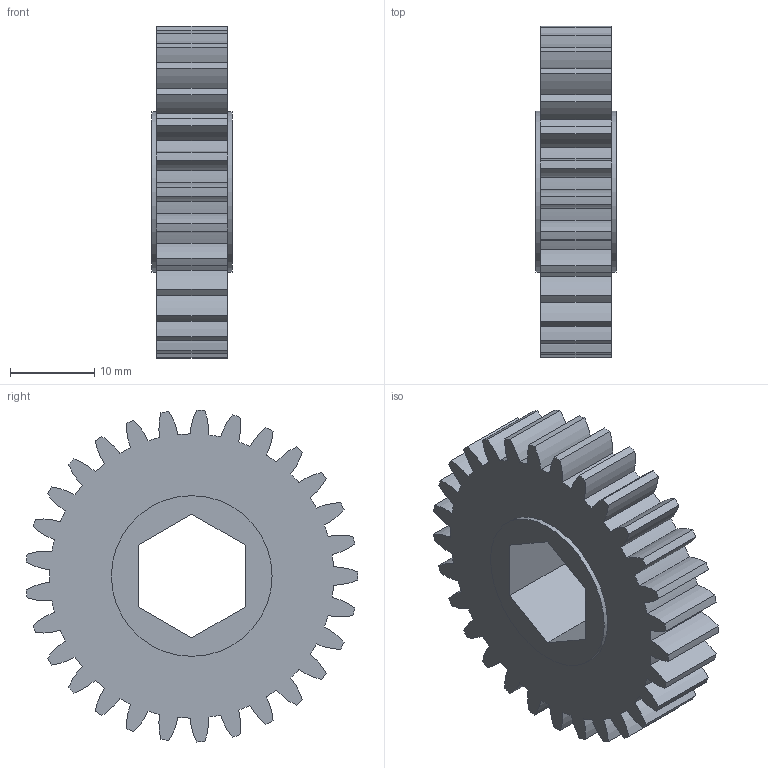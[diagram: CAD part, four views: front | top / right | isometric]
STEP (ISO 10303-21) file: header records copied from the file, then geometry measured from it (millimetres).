
FILE_DESCRIPTION (( 'STEP AP214' ), '1' );
FILE_NAME ('am-2461 29T 20dp 500h REV2.STEP', '2018-02-12T15:34:20', ( '' ), ( '' ), 'SwSTEP 2.0', 'SolidWorks 2017', '' );
FILE_SCHEMA (( 'AUTOMOTIVE_DESIGN' ));
Length unit declared in the file: inch
Products named in the file (1): am-2461 29T 20dp 500h REV2
Bounding box: 9.53 x 39.3 x 39.35 mm (x, y, z)
Volume: 7697.6 mm3; surface area: 4305 mm2
Topology: 1 solids, 1 shells, 128 faces, 374 edges, 250 vertices
Faces by surface type: cylinder 118, plane 10
Full cylindrical faces by diameter (mm): 19.05 x2
Entity records: 4406 total; most frequent: DIRECTION 864, CARTESIAN_POINT 747, ORIENTED_EDGE 740, EDGE_CURVE 370, AXIS2_PLACEMENT_3D 365, VERTEX_POINT 248, CIRCLE 236, VECTOR 134
